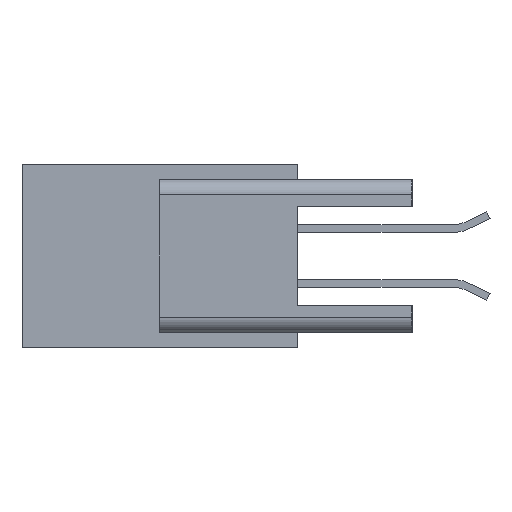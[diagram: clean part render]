
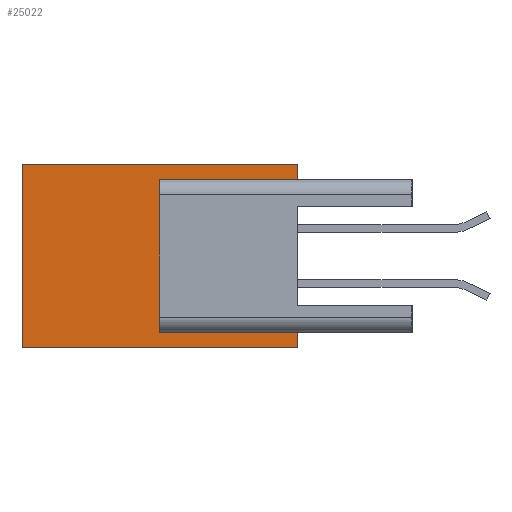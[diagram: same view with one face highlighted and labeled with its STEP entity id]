
A CAD part, left-side view. The second image highlights one B-rep face of the part: STEP entity #25022.
In plain terms, the highlighted planar face has unit normal (-1, 0, 0).
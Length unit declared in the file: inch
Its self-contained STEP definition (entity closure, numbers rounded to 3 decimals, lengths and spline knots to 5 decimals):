
#762=PLANE('',#26527);
#3337=LINE('',#38096,#6661);
#3338=LINE('',#38098,#6662);
#3339=LINE('',#38100,#6663);
#3340=LINE('',#38102,#6664);
#3341=LINE('',#38104,#6665);
#3342=LINE('',#38106,#6666);
#3343=LINE('',#38108,#6667);
#3344=LINE('',#38110,#6668);
#6661=VECTOR('',#31305,39.37008);
#6662=VECTOR('',#31306,39.37008);
#6663=VECTOR('',#31307,39.37008);
#6664=VECTOR('',#31308,39.37008);
#6665=VECTOR('',#31309,39.37008);
#6666=VECTOR('',#31310,39.37008);
#6667=VECTOR('',#31311,39.37008);
#6668=VECTOR('',#31312,39.37008);
#12641=ORIENTED_EDGE('',*,*,#17371,.F.);
#12642=ORIENTED_EDGE('',*,*,#17372,.F.);
#12643=ORIENTED_EDGE('',*,*,#17373,.T.);
#12644=ORIENTED_EDGE('',*,*,#17374,.T.);
#12645=ORIENTED_EDGE('',*,*,#17375,.F.);
#12646=ORIENTED_EDGE('',*,*,#17376,.F.);
#12647=ORIENTED_EDGE('',*,*,#17377,.T.);
#12648=ORIENTED_EDGE('',*,*,#17378,.T.);
#17371=EDGE_CURVE('',#20096,#20075,#3337,.T.);
#17372=EDGE_CURVE('',#20097,#20096,#3338,.T.);
#17373=EDGE_CURVE('',#20097,#20098,#3339,.T.);
#17374=EDGE_CURVE('',#20098,#20099,#3340,.T.);
#17375=EDGE_CURVE('',#20100,#20099,#3341,.T.);
#17376=EDGE_CURVE('',#20101,#20100,#3342,.T.);
#17377=EDGE_CURVE('',#20101,#20102,#3343,.T.);
#17378=EDGE_CURVE('',#20102,#20075,#3344,.T.);
#20075=VERTEX_POINT('',#38047);
#20096=VERTEX_POINT('',#38097);
#20097=VERTEX_POINT('',#38099);
#20098=VERTEX_POINT('',#38101);
#20099=VERTEX_POINT('',#38103);
#20100=VERTEX_POINT('',#38105);
#20101=VERTEX_POINT('',#38107);
#20102=VERTEX_POINT('',#38109);
#22066=EDGE_LOOP('',(#12641,#12642,#12643,#12644,#12645,#12646,#12647,#12648));
#23542=FACE_BOUND('',#22066,.T.);
#25022=ADVANCED_FACE('',(#23542),#762,.F.);
#26527=AXIS2_PLACEMENT_3D('',#38095,#31303,#31304);
#31303=DIRECTION('',(1.,0.,0.));
#31304=DIRECTION('',(0.,0.,-1.));
#31305=DIRECTION('',(0.,-1.,0.));
#31306=DIRECTION('',(0.,0.,-1.));
#31307=DIRECTION('',(0.,-1.,0.));
#31308=DIRECTION('',(0.,0.,1.));
#31309=DIRECTION('',(0.,-1.,0.));
#31310=DIRECTION('',(0.,0.,1.));
#31311=DIRECTION('',(0.,-1.,0.));
#31312=DIRECTION('',(0.,0.,1.));
#38047=CARTESIAN_POINT('',(-0.7575,0.,-0.05));
#38095=CARTESIAN_POINT('',(-0.7575,0.18,-0.06));
#38096=CARTESIAN_POINT('',(-0.7575,0.09,-0.05));
#38097=CARTESIAN_POINT('',(-0.7575,0.09,-0.05));
#38098=CARTESIAN_POINT('',(-0.7575,0.09,0.05));
#38099=CARTESIAN_POINT('',(-0.7575,0.09,0.05));
#38100=CARTESIAN_POINT('',(-0.7575,0.09,0.05));
#38101=CARTESIAN_POINT('',(-0.7575,0.,0.05));
#38102=CARTESIAN_POINT('',(-0.7575,0.,-0.06));
#38103=CARTESIAN_POINT('',(-0.7575,0.,0.06));
#38104=CARTESIAN_POINT('',(-0.7575,0.18,0.06));
#38105=CARTESIAN_POINT('',(-0.7575,0.18,0.06));
#38106=CARTESIAN_POINT('',(-0.7575,0.18,-0.06));
#38107=CARTESIAN_POINT('',(-0.7575,0.18,-0.06));
#38108=CARTESIAN_POINT('',(-0.7575,0.18,-0.06));
#38109=CARTESIAN_POINT('',(-0.7575,0.,-0.06));
#38110=CARTESIAN_POINT('',(-0.7575,0.,-0.06));
